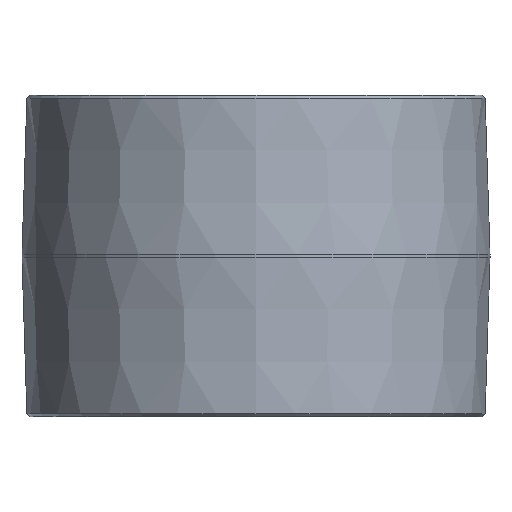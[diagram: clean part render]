
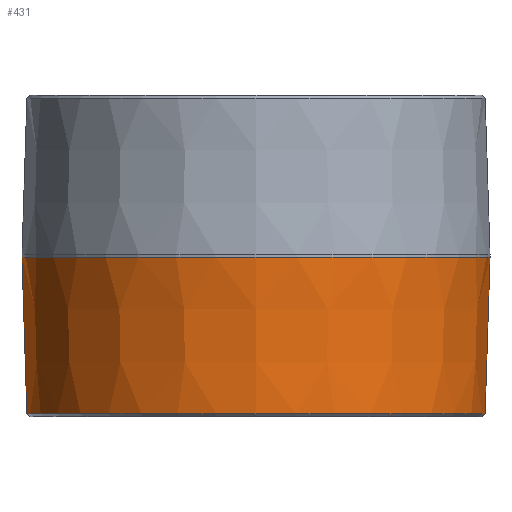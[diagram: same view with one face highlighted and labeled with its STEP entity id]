
A CAD part, front view. The second image highlights one B-rep face of the part: STEP entity #431.
In plain terms, the highlighted conical face has half-angle 1.78 degrees and reference radius 50.8 mm.
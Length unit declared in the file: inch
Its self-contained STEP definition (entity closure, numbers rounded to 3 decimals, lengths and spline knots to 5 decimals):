
#12 = DIRECTION ( 'NONE',  ( 0., 0., 1. ) ) ;
#39 = LINE ( 'NONE', #340, #516 ) ;
#40 = VERTEX_POINT ( 'NONE', #307 ) ;
#43 = VERTEX_POINT ( 'NONE', #230 ) ;
#46 = DIRECTION ( 'NONE',  ( 0.031, 0., 1. ) ) ;
#86 = CIRCLE ( 'NONE', #272, 1.95836 ) ;
#94 = CONICAL_SURFACE ( 'NONE', #168, 2., 0.031 ) ;
#114 = VECTOR ( 'NONE', #430, 39.37008 ) ;
#129 = ORIENTED_EDGE ( 'NONE', *, *, #328, .T. ) ;
#167 = CARTESIAN_POINT ( 'NONE',  ( 0., 0., 1.365 ) ) ;
#168 = AXIS2_PLACEMENT_3D ( 'NONE', #458, #419, #216 ) ;
#186 = AXIS2_PLACEMENT_3D ( 'NONE', #167, #221, #414 ) ;
#216 = DIRECTION ( 'NONE',  ( 1., 0., 0. ) ) ;
#221 = DIRECTION ( 'NONE',  ( 0., 0., -1. ) ) ;
#230 = CARTESIAN_POINT ( 'NONE',  ( -2., 0., 1.365 ) ) ;
#234 = CARTESIAN_POINT ( 'NONE',  ( 1.95836, 0., 0.02499 ) ) ;
#245 = ORIENTED_EDGE ( 'NONE', *, *, #302, .T. ) ;
#264 = ORIENTED_EDGE ( 'NONE', *, *, #436, .F. ) ;
#267 = DIRECTION ( 'NONE',  ( -1., 0., 0. ) ) ;
#272 = AXIS2_PLACEMENT_3D ( 'NONE', #312, #12, #267 ) ;
#282 = VERTEX_POINT ( 'NONE', #234 ) ;
#302 = EDGE_CURVE ( 'NONE', #282, #429, #39, .T. ) ;
#307 = CARTESIAN_POINT ( 'NONE',  ( -1.95836, 0., 0.02499 ) ) ;
#310 = CIRCLE ( 'NONE', #186, 2. ) ;
#312 = CARTESIAN_POINT ( 'NONE',  ( 0., 0., 0.02499 ) ) ;
#328 = EDGE_CURVE ( 'NONE', #429, #43, #310, .T. ) ;
#340 = CARTESIAN_POINT ( 'NONE',  ( 2., 0., 1.365 ) ) ;
#359 = EDGE_LOOP ( 'NONE', ( #264, #534, #245, #129 ) ) ;
#381 = LINE ( 'NONE', #460, #114 ) ;
#414 = DIRECTION ( 'NONE',  ( -1., 0., 0. ) ) ;
#419 = DIRECTION ( 'NONE',  ( 0., 0., 1. ) ) ;
#429 = VERTEX_POINT ( 'NONE', #499 ) ;
#430 = DIRECTION ( 'NONE',  ( -0.031, 0., 1. ) ) ;
#431 = ADVANCED_FACE ( 'NONE', ( #494 ), #94, .T. ) ;
#436 = EDGE_CURVE ( 'NONE', #40, #43, #381, .T. ) ;
#458 = CARTESIAN_POINT ( 'NONE',  ( 0., 0., 1.365 ) ) ;
#460 = CARTESIAN_POINT ( 'NONE',  ( -2., 0., 1.365 ) ) ;
#461 = EDGE_CURVE ( 'NONE', #40, #282, #86, .T. ) ;
#494 = FACE_OUTER_BOUND ( 'NONE', #359, .T. ) ;
#499 = CARTESIAN_POINT ( 'NONE',  ( 2., 0., 1.365 ) ) ;
#516 = VECTOR ( 'NONE', #46, 39.37008 ) ;
#534 = ORIENTED_EDGE ( 'NONE', *, *, #461, .T. ) ;
